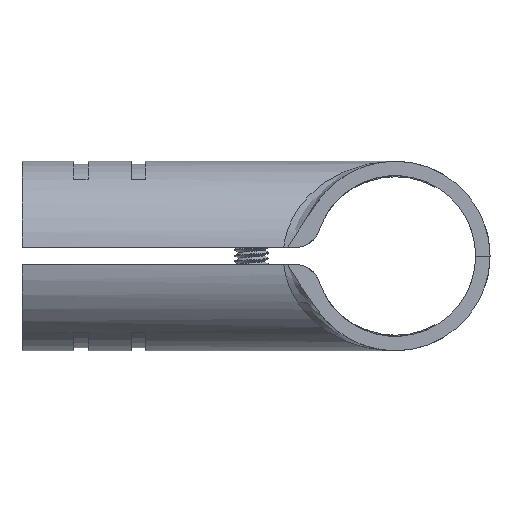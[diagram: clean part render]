
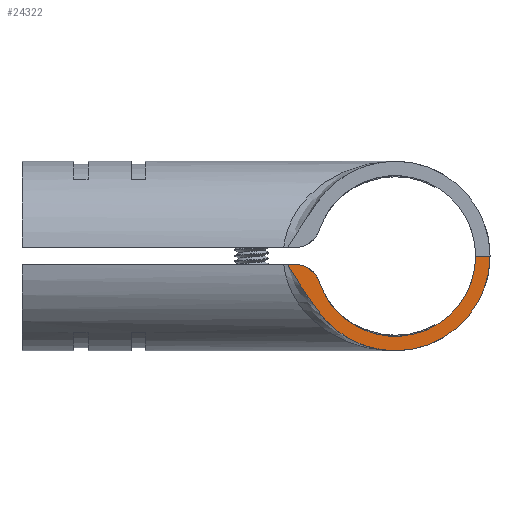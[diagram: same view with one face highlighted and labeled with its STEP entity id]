
A CAD part, left-side view. The second image highlights one B-rep face of the part: STEP entity #24322.
In plain terms, the highlighted planar face has unit normal (-1, 0, 0).
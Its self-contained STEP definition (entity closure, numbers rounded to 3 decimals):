
#164 = CARTESIAN_POINT ( 'NONE',  ( -34., -16.5, 0. ) ) ;
#192 = CARTESIAN_POINT ( 'NONE',  ( -34., 17.427, -5.899 ) ) ;
#236 = CARTESIAN_POINT ( 'NONE',  ( -34., 0., 0. ) ) ;
#615 = CARTESIAN_POINT ( 'NONE',  ( -34., 18.781, -1.5 ) ) ;
#735 = CARTESIAN_POINT ( 'NONE',  ( -34., 15.923, -5.937 ) ) ;
#993 = CARTESIAN_POINT ( 'NONE',  ( -34., 17.777, -3.222 ) ) ;
#1033 = CIRCLE ( 'NONE', #3048, 4.399 ) ;
#1138 = LINE ( 'NONE', #7240, #7472 ) ;
#1224 = CARTESIAN_POINT ( 'NONE',  ( -34., 14.93, -7.34 ) ) ;
#1496 = DIRECTION ( 'NONE',  ( 1., 0., 0. ) ) ;
#1750 = DIRECTION ( 'NONE',  ( 0., 1., 0. ) ) ;
#1847 = EDGE_CURVE ( 'NONE', #11709, #16287, #1033, .T. ) ;
#1906 = CARTESIAN_POINT ( 'NONE',  ( -34., -14., 0. ) ) ;
#1956 = DIRECTION ( 'NONE',  ( 0., -0.947, 0.321 ) ) ;
#2509 = CARTESIAN_POINT ( 'NONE',  ( -34., 17.935, -2.97 ) ) ;
#2639 = CARTESIAN_POINT ( 'NONE',  ( -34., 16.566, -5.029 ) ) ;
#2757 = CARTESIAN_POINT ( 'NONE',  ( -34., 17.853, -3.1 ) ) ;
#3004 = CARTESIAN_POINT ( 'NONE',  ( -34., 16.577, -5.013 ) ) ;
#3048 = AXIS2_PLACEMENT_3D ( 'NONE', #192, #6281, #1956 ) ;
#3120 = CARTESIAN_POINT ( 'NONE',  ( -34., 14.622, -7.788 ) ) ;
#3246 = CARTESIAN_POINT ( 'NONE',  ( -34., 14.147, -8.499 ) ) ;
#3651 = PLANE ( 'NONE',  #12917 ) ;
#3728 = CARTESIAN_POINT ( 'NONE',  ( -34., 15.232, -6.911 ) ) ;
#3807 = AXIS2_PLACEMENT_3D ( 'NONE', #4205, #13343, #21091 ) ;
#3907 = DIRECTION ( 'NONE',  ( 1., 0., 0. ) ) ;
#4205 = CARTESIAN_POINT ( 'NONE',  ( -34., 0., 0. ) ) ;
#4407 = CARTESIAN_POINT ( 'NONE',  ( -34., 17.795, -3.193 ) ) ;
#4547 = CARTESIAN_POINT ( 'NONE',  ( -34., 17.813, -3.165 ) ) ;
#4676 = CARTESIAN_POINT ( 'NONE',  ( -34., 16.123, -5.656 ) ) ;
#4791 = CARTESIAN_POINT ( 'NONE',  ( -34., 18.397, -2.203 ) ) ;
#5162 = CARTESIAN_POINT ( 'NONE',  ( -34., 14.588, -7.839 ) ) ;
#5285 = CARTESIAN_POINT ( 'NONE',  ( -34., 14.602, -7.818 ) ) ;
#5383 = ORIENTED_EDGE ( 'NONE', *, *, #10748, .T. ) ;
#5403 = CARTESIAN_POINT ( 'NONE',  ( -34., 13.261, -4.488 ) ) ;
#6044 = EDGE_CURVE ( 'NONE', #13526, #18212, #1138, .T. ) ;
#6243 = CARTESIAN_POINT ( 'NONE',  ( -34., 13.962, -8.793 ) ) ;
#6281 = DIRECTION ( 'NONE',  ( -1., 0., 0. ) ) ;
#6706 = CARTESIAN_POINT ( 'NONE',  ( -34., 18.093, -2.712 ) ) ;
#6950 = CARTESIAN_POINT ( 'NONE',  ( -34., 15.91, -5.955 ) ) ;
#7240 = CARTESIAN_POINT ( 'NONE',  ( -34., -16.5, 0. ) ) ;
#7472 = VECTOR ( 'NONE', #22467, 1000. ) ;
#7803 = CARTESIAN_POINT ( 'NONE',  ( -34., 15.232, -6.91 ) ) ;
#8354 = CARTESIAN_POINT ( 'NONE',  ( -34., 17.783, -3.212 ) ) ;
#8481 = CARTESIAN_POINT ( 'NONE',  ( -34., 15.524, -6.499 ) ) ;
#8603 = ORIENTED_EDGE ( 'NONE', *, *, #1847, .T. ) ;
#8738 = CARTESIAN_POINT ( 'NONE',  ( -34., 17.327, -3.919 ) ) ;
#8976 = CARTESIAN_POINT ( 'NONE',  ( -34., 14.585, -7.842 ) ) ;
#9509 = CARTESIAN_POINT ( 'NONE',  ( -34., 18.781, -1.5 ) ) ;
#9557 = CARTESIAN_POINT ( 'NONE',  ( -34., 15.105, -7.09 ) ) ;
#9683 = CARTESIAN_POINT ( 'NONE',  ( -34., 15.243, -6.895 ) ) ;
#10178 = VECTOR ( 'NONE', #11533, 1000. ) ;
#10386 = CARTESIAN_POINT ( 'NONE',  ( -34., 16.558, -5.04 ) ) ;
#10474 = ORIENTED_EDGE ( 'NONE', *, *, #12573, .T. ) ;
#10498 = CARTESIAN_POINT ( 'NONE',  ( -34., 15.902, -5.968 ) ) ;
#10547 = EDGE_CURVE ( 'NONE', #16831, #16287, #21569, .T. ) ;
#10748 = EDGE_CURVE ( 'NONE', #18212, #11709, #21947, .T. ) ;
#10980 = AXIS2_PLACEMENT_3D ( 'NONE', #15084, #1496, #22311 ) ;
#10985 = CARTESIAN_POINT ( 'NONE',  ( -34., 14.749, -7.603 ) ) ;
#11533 = DIRECTION ( 'NONE',  ( 0., -1., 0. ) ) ;
#11709 = VERTEX_POINT ( 'NONE', #5403 ) ;
#12154 = CARTESIAN_POINT ( 'NONE',  ( -34., 16.757, -4.754 ) ) ;
#12573 = EDGE_CURVE ( 'NONE', #23395, #13526, #24076, .T. ) ;
#12632 = CARTESIAN_POINT ( 'NONE',  ( -34., 18.781, -1.5 ) ) ;
#12641 = CARTESIAN_POINT ( 'NONE',  ( -34., 16.328, -5.367 ) ) ;
#12917 = AXIS2_PLACEMENT_3D ( 'NONE', #236, #3907, #1750 ) ;
#13015 = CARTESIAN_POINT ( 'NONE',  ( -34., 15.257, -6.876 ) ) ;
#13343 = DIRECTION ( 'NONE',  ( -1., 0., 0. ) ) ;
#13485 = CARTESIAN_POINT ( 'NONE',  ( -34., 15.234, -6.908 ) ) ;
#13526 = VERTEX_POINT ( 'NONE', #164 ) ;
#14567 = CARTESIAN_POINT ( 'NONE',  ( -34., 18.634, -1.778 ) ) ;
#14835 = CARTESIAN_POINT ( 'NONE',  ( -34., 15.286, -6.834 ) ) ;
#14859 = ORIENTED_EDGE ( 'NONE', *, *, #18741, .T. ) ;
#14946 = CARTESIAN_POINT ( 'NONE',  ( -34., 15.237, -6.904 ) ) ;
#15084 = CARTESIAN_POINT ( 'NONE',  ( -34., 0., 0. ) ) ;
#15357 = B_SPLINE_CURVE_WITH_KNOTS ( 'NONE', 3,
 ( #615, #14567, #4791, #6706, #2509, #2757, #4547, #4407, #8354, #993, #16104, #8738, #23854, #12154, #16470, #24227, #3004, #2639, #10386, #22065, #22296, #12641, #4676, #18107, #24343, #735, #6950, #10498, #18241, #21805, #8481, #16230, #14835, #13015, #9683, #14946, #13485, #3728, #7803, #9557, #1224, #10985, #22686, #3120, #5285, #25044, #5162, #8976, #22556, #3246, #23160 ),
 .UNSPECIFIED., .F., .F.,
 ( 4, 1, 1, 1, 1, 1, 2, 2, 1, 1, 1, 1, 1, 1, 2, 2, 1, 1, 1, 1, 1, 2, 2, 1, 1, 1, 1, 1, 1, 2, 2, 1, 1, 1, 1, 1, 2, 2, 4 ),
 ( 0., 0.125, 0.188, 0.219, 0.234, 0.242, 0.246, 0.25, 0.375, 0.438, 0.469, 0.484, 0.492, 0.496, 0.498, 0.5, 0.563, 0.594, 0.609, 0.617, 0.621, 0.623, 0.625, 0.688, 0.719, 0.734, 0.742, 0.746, 0.748, 0.749, 0.75, 0.813, 0.844, 0.859, 0.867, 0.871, 0.873, 0.875, 1. ),
 .UNSPECIFIED. ) ;
#16104 = CARTESIAN_POINT ( 'NONE',  ( -34., 17.605, -3.494 ) ) ;
#16230 = CARTESIAN_POINT ( 'NONE',  ( -34., 15.354, -6.738 ) ) ;
#16287 = VERTEX_POINT ( 'NONE', #22825 ) ;
#16470 = CARTESIAN_POINT ( 'NONE',  ( -34., 16.655, -4.901 ) ) ;
#16831 = VERTEX_POINT ( 'NONE', #12632 ) ;
#17860 = ORIENTED_EDGE ( 'NONE', *, *, #10547, .F. ) ;
#18107 = CARTESIAN_POINT ( 'NONE',  ( -34., 16.011, -5.813 ) ) ;
#18212 = VERTEX_POINT ( 'NONE', #1906 ) ;
#18241 = CARTESIAN_POINT ( 'NONE',  ( -34., 15.898, -5.973 ) ) ;
#18741 = EDGE_CURVE ( 'NONE', #16831, #23395, #15357, .T. ) ;
#20538 = ORIENTED_EDGE ( 'NONE', *, *, #6044, .T. ) ;
#21038 = EDGE_LOOP ( 'NONE', ( #17860, #14859, #10474, #20538, #5383, #8603 ) ) ;
#21091 = DIRECTION ( 'NONE',  ( 0., 0.846, -0.533 ) ) ;
#21569 = LINE ( 'NONE', #9509, #10178 ) ;
#21805 = CARTESIAN_POINT ( 'NONE',  ( -34., 15.729, -6.21 ) ) ;
#21947 = CIRCLE ( 'NONE', #10980, 14. ) ;
#22065 = CARTESIAN_POINT ( 'NONE',  ( -34., 16.553, -5.047 ) ) ;
#22296 = CARTESIAN_POINT ( 'NONE',  ( -34., 16.47, -5.165 ) ) ;
#22311 = DIRECTION ( 'NONE',  ( 0., -1., 0. ) ) ;
#22467 = DIRECTION ( 'NONE',  ( 0., 1., 0. ) ) ;
#22556 = CARTESIAN_POINT ( 'NONE',  ( -34., 14.354, -8.183 ) ) ;
#22686 = CARTESIAN_POINT ( 'NONE',  ( -34., 14.663, -7.728 ) ) ;
#22825 = CARTESIAN_POINT ( 'NONE',  ( -34., 17.427, -1.5 ) ) ;
#22959 = FACE_OUTER_BOUND ( 'NONE', #21038, .T. ) ;
#23160 = CARTESIAN_POINT ( 'NONE',  ( -34., 13.962, -8.793 ) ) ;
#23395 = VERTEX_POINT ( 'NONE', #6243 ) ;
#23854 = CARTESIAN_POINT ( 'NONE',  ( -34., 16.955, -4.467 ) ) ;
#24076 = CIRCLE ( 'NONE', #3807, 16.5 ) ;
#24227 = CARTESIAN_POINT ( 'NONE',  ( -34., 16.603, -4.975 ) ) ;
#24322 = ADVANCED_FACE ( 'NONE', ( #22959 ), #3651, .F. ) ;
#24343 = CARTESIAN_POINT ( 'NONE',  ( -34., 15.953, -5.895 ) ) ;
#25044 = CARTESIAN_POINT ( 'NONE',  ( -34., 14.593, -7.831 ) ) ;
